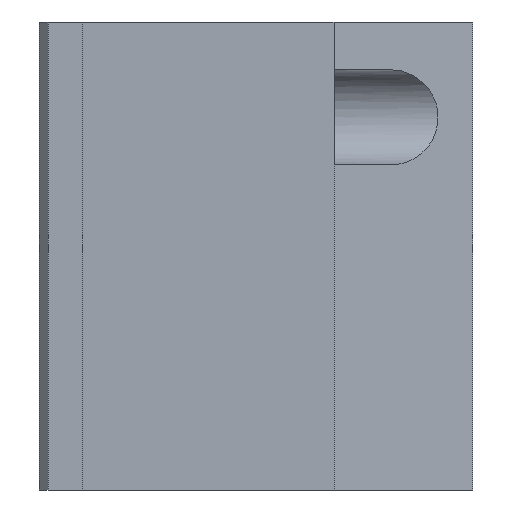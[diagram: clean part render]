
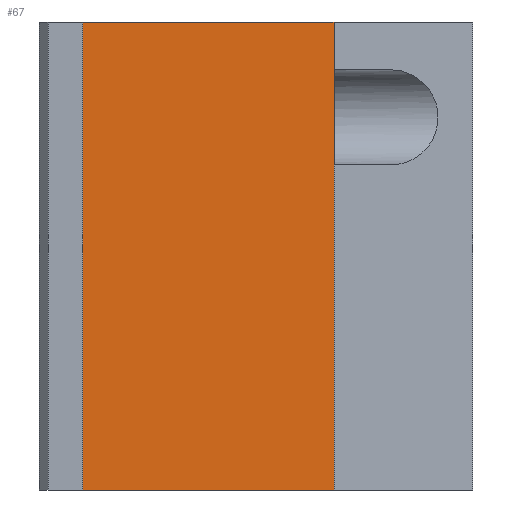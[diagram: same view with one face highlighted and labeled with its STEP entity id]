
A CAD part, left-side view. The second image highlights one B-rep face of the part: STEP entity #67.
In plain terms, the highlighted planar face has unit normal (-1, 0, 0).
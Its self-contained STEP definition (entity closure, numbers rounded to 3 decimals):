
#67 = ADVANCED_FACE( '', ( #164 ), #165, .F. );
#164 = FACE_OUTER_BOUND( '', #307, .T. );
#165 = PLANE( '', #308 );
#307 = EDGE_LOOP( '', ( #450, #451, #452, #453, #454, #455 ) );
#308 = AXIS2_PLACEMENT_3D( '', #456, #457, #458 );
#450 = ORIENTED_EDGE( '', *, *, #731, .T. );
#451 = ORIENTED_EDGE( '', *, *, #732, .F. );
#452 = ORIENTED_EDGE( '', *, *, #733, .T. );
#453 = ORIENTED_EDGE( '', *, *, #734, .F. );
#454 = ORIENTED_EDGE( '', *, *, #735, .F. );
#455 = ORIENTED_EDGE( '', *, *, #736, .T. );
#456 = CARTESIAN_POINT( '', ( -29., 45., 54. ) );
#457 = DIRECTION( '', ( 1., 0., 0. ) );
#458 = DIRECTION( '', ( 0., 0., -1. ) );
#731 = EDGE_CURVE( '', #845, #846, #847, .T. );
#732 = EDGE_CURVE( '', #848, #846, #849, .T. );
#733 = EDGE_CURVE( '', #848, #850, #851, .T. );
#734 = EDGE_CURVE( '', #852, #850, #853, .T. );
#735 = EDGE_CURVE( '', #854, #852, #855, .T. );
#736 = EDGE_CURVE( '', #854, #845, #856, .T. );
#845 = VERTEX_POINT( '', #1006 );
#846 = VERTEX_POINT( '', #1007 );
#847 = LINE( '', #1008, #1009 );
#848 = VERTEX_POINT( '', #1010 );
#849 = LINE( '', #1011, #1012 );
#850 = VERTEX_POINT( '', #1013 );
#851 = LINE( '', #1014, #1015 );
#852 = VERTEX_POINT( '', #1016 );
#853 = LINE( '', #1017, #1018 );
#854 = VERTEX_POINT( '', #1019 );
#855 = LINE( '', #1020, #1021 );
#856 = LINE( '', #1022, #1023 );
#1006 = CARTESIAN_POINT( '', ( -29., 45., 0. ) );
#1007 = CARTESIAN_POINT( '', ( -29., 16., 0. ) );
#1008 = CARTESIAN_POINT( '', ( -29., 45., 0. ) );
#1009 = VECTOR( '', #1278, 1000. );
#1010 = CARTESIAN_POINT( '', ( -29., 16., 37.5 ) );
#1011 = CARTESIAN_POINT( '', ( -29., 16., 54. ) );
#1012 = VECTOR( '', #1279, 1000. );
#1013 = CARTESIAN_POINT( '', ( -29., 16., 48.5 ) );
#1014 = CARTESIAN_POINT( '', ( -29., 16., 54. ) );
#1015 = VECTOR( '', #1280, 1000. );
#1016 = CARTESIAN_POINT( '', ( -29., 16., 54. ) );
#1017 = CARTESIAN_POINT( '', ( -29., 16., 54. ) );
#1018 = VECTOR( '', #1281, 1000. );
#1019 = CARTESIAN_POINT( '', ( -29., 45., 54. ) );
#1020 = CARTESIAN_POINT( '', ( -29., 45., 54. ) );
#1021 = VECTOR( '', #1282, 1000. );
#1022 = CARTESIAN_POINT( '', ( -29., 45., 54. ) );
#1023 = VECTOR( '', #1283, 1000. );
#1278 = DIRECTION( '', ( 0., -1., 0. ) );
#1279 = DIRECTION( '', ( 0., 0., -1. ) );
#1280 = DIRECTION( '', ( 0., 0., 1. ) );
#1281 = DIRECTION( '', ( 0., 0., -1. ) );
#1282 = DIRECTION( '', ( 0., -1., 0. ) );
#1283 = DIRECTION( '', ( 0., 0., -1. ) );
